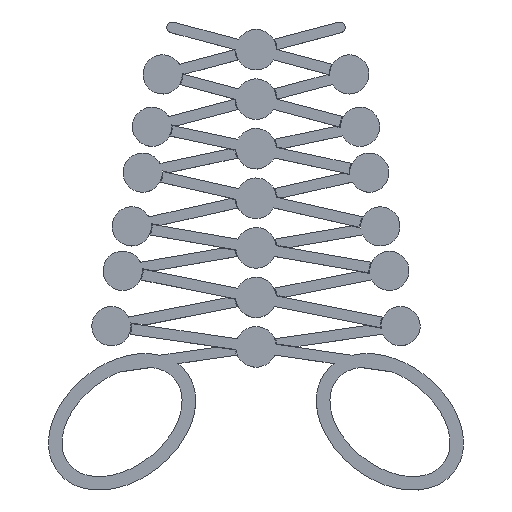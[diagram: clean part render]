
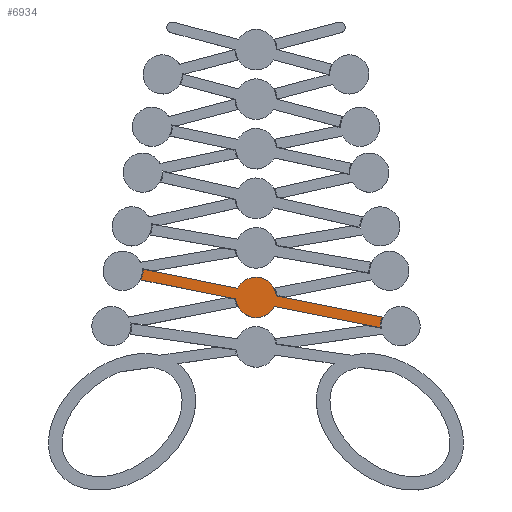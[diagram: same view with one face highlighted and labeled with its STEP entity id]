
A CAD part, top view. The second image highlights one B-rep face of the part: STEP entity #6934.
In plain terms, the highlighted planar face has unit normal (0, 0, 1).
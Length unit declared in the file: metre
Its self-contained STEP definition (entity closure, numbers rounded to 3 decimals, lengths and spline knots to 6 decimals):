
#149=LINE('',#10390,#667);
#156=LINE('',#10420,#674);
#163=LINE('',#10455,#681);
#172=LINE('',#10499,#690);
#667=VECTOR('',#8324,1.);
#674=VECTOR('',#8333,1.);
#681=VECTOR('',#8342,1.);
#690=VECTOR('',#8353,1.);
#1162=PLANE('',#7492);
#1808=ORIENTED_EDGE('',*,*,#3859,.F.);
#1809=ORIENTED_EDGE('',*,*,#3893,.T.);
#1810=ORIENTED_EDGE('',*,*,#3884,.T.);
#1811=ORIENTED_EDGE('',*,*,#3894,.F.);
#1812=ORIENTED_EDGE('',*,*,#3870,.T.);
#1813=ORIENTED_EDGE('',*,*,#3895,.T.);
#1814=ORIENTED_EDGE('',*,*,#3849,.F.);
#1815=ORIENTED_EDGE('',*,*,#3896,.F.);
#3849=EDGE_CURVE('',#4909,#4910,#149,.T.);
#3859=EDGE_CURVE('',#4919,#4920,#156,.T.);
#3870=EDGE_CURVE('',#4931,#4930,#163,.T.);
#3884=EDGE_CURVE('',#4945,#4944,#172,.T.);
#3893=EDGE_CURVE('',#4919,#4945,#5611,.F.);
#3894=EDGE_CURVE('',#4931,#4944,#5612,.T.);
#3895=EDGE_CURVE('',#4930,#4910,#5613,.F.);
#3896=EDGE_CURVE('',#4920,#4909,#5614,.T.);
#4909=VERTEX_POINT('',#10389);
#4910=VERTEX_POINT('',#10391);
#4919=VERTEX_POINT('',#10419);
#4920=VERTEX_POINT('',#10421);
#4930=VERTEX_POINT('',#10454);
#4931=VERTEX_POINT('',#10456);
#4944=VERTEX_POINT('',#10498);
#4945=VERTEX_POINT('',#10500);
#5611=CIRCLE('',#7493,0.007533);
#5612=CIRCLE('',#7494,0.0075);
#5613=CIRCLE('',#7495,0.007533);
#5614=CIRCLE('',#7496,0.0075);
#5976=EDGE_LOOP('',(#1808,#1809,#1810,#1811,#1812,#1813,#1814,#1815));
#6420=FACE_BOUND('',#5976,.T.);
#6934=ADVANCED_FACE('',(#6420),#1162,.T.);
#7492=AXIS2_PLACEMENT_3D('',#10517,#8369,#8370);
#7493=AXIS2_PLACEMENT_3D('',#10518,#8371,#8372);
#7494=AXIS2_PLACEMENT_3D('',#10519,#8373,#8374);
#7495=AXIS2_PLACEMENT_3D('',#10520,#8375,#8376);
#7496=AXIS2_PLACEMENT_3D('',#10521,#8377,#8378);
#8324=DIRECTION('',(-0.981,0.195,0.));
#8333=DIRECTION('',(-0.981,0.195,0.));
#8342=DIRECTION('',(-0.981,0.195,0.));
#8353=DIRECTION('',(-0.981,0.195,0.));
#8369=DIRECTION('',(0.,0.,1.));
#8370=DIRECTION('',(1.,0.,0.));
#8371=DIRECTION('',(0.,0.,1.));
#8372=DIRECTION('',(1.,0.,0.));
#8373=DIRECTION('',(0.,0.,-1.));
#8374=DIRECTION('',(1.,0.,0.));
#8375=DIRECTION('',(0.,0.,1.));
#8376=DIRECTION('',(1.,0.,0.));
#8377=DIRECTION('',(0.,0.,-1.));
#8378=DIRECTION('',(1.,0.,0.));
#10389=CARTESIAN_POINT('',(-0.00748,0.017764,0.008));
#10390=CARTESIAN_POINT('',(0.00169,0.015938,0.008));
#10391=CARTESIAN_POINT('',(-0.042546,0.024745,0.008));
#10419=CARTESIAN_POINT('',(0.045926,0.00713,0.008));
#10420=CARTESIAN_POINT('',(0.00169,0.015938,0.008));
#10421=CARTESIAN_POINT('',(0.006699,0.014941,0.008));
#10454=CARTESIAN_POINT('',(-0.041765,0.028668,0.008));
#10455=CARTESIAN_POINT('',(0.002471,0.019861,0.008));
#10456=CARTESIAN_POINT('',(-0.006699,0.021687,0.008));
#10498=CARTESIAN_POINT('',(0.00748,0.018864,0.008));
#10499=CARTESIAN_POINT('',(0.002471,0.019861,0.008));
#10500=CARTESIAN_POINT('',(0.046707,0.011053,0.008));
#10517=CARTESIAN_POINT('',(0.,0.055213,0.008));
#10518=CARTESIAN_POINT('',(0.053439,0.007674,0.008));
#10519=CARTESIAN_POINT('',(0.,0.018314,0.008));
#10520=CARTESIAN_POINT('',(-0.049278,0.028125,0.008));
#10521=CARTESIAN_POINT('',(0.,0.018314,0.008));
